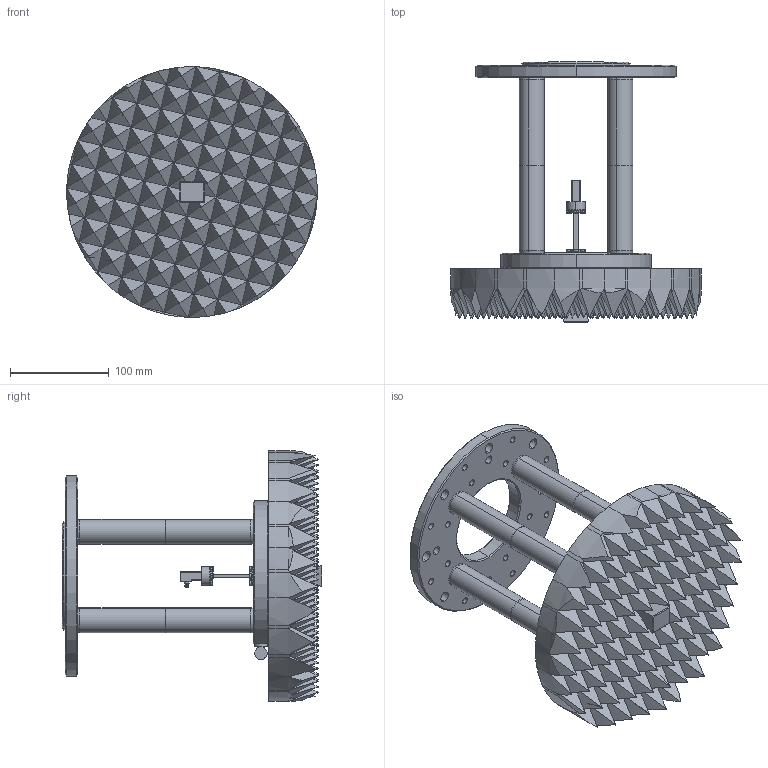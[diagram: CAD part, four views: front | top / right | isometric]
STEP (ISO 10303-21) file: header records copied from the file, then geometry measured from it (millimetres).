
FILE_DESCRIPTION (( 'STEP AP203' ), '1' );
FILE_NAME ('STY-MAA-AZ-101F-R1.STEP', '2024-05-01T21:48:28', ( '' ), ( '' ), 'SwSTEP 2.0', 'SolidWorks 2021', '' );
FILE_SCHEMA (( 'CONFIG_CONTROL_DESIGN' ));
Length unit declared in the file: inch
Products named in the file (1): STY-MAA-AZ-101F-R1
Bounding box: 253.91 x 263.51 x 253.91 mm (x, y, z)
Volume: 2485498.7 mm3; surface area: 508062.5 mm2
Topology: 88 solids, 96 shells, 1497 faces, 3249 edges, 1994 vertices
Faces by surface type: plane 664, bspline 384, cylinder 352, cone 81, torus 16
Entity records: 46587 total; most frequent: CARTESIAN_POINT 15748, ORIENTED_EDGE 6490, DIRECTION 5577, EDGE_CURVE 3245, VECTOR 2017, LINE 2017, VERTEX_POINT 1994, AXIS2_PLACEMENT_3D 1780
